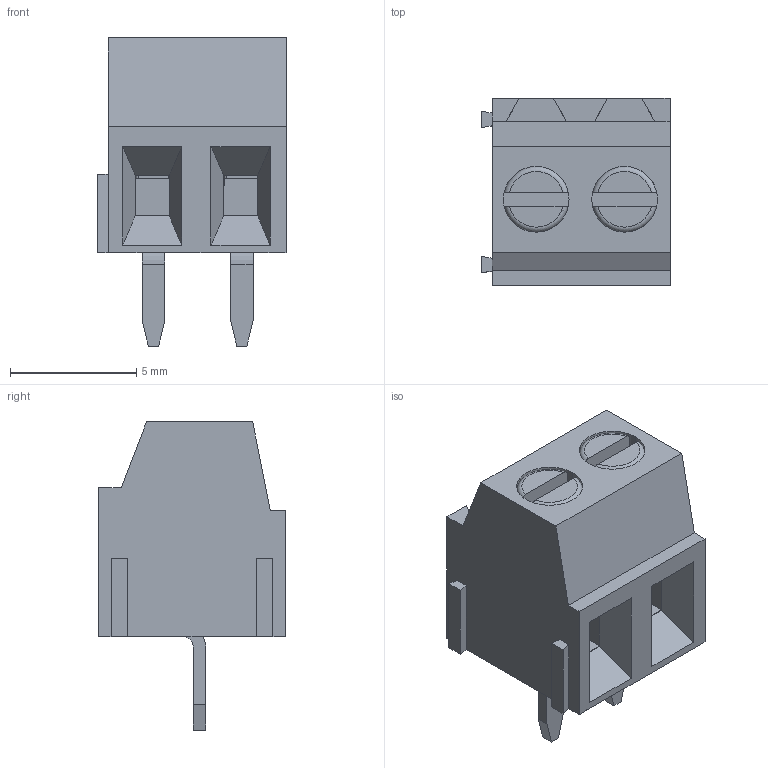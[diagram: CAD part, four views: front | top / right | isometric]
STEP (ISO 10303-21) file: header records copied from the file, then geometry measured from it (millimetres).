
FILE_DESCRIPTION(('STEP AP242'),'1');
FILE_NAME('691214110002.stp','2022-04-07T15:28:57',('TraceParts'),('TraceParts S.A.'),'Spatial InterOp 3D',' ',' ');
FILE_SCHEMA(('AP242_MANAGED_MODEL_BASED_3D_ENGINEERING_MIM_LF {1 0 10303 442 1 1 4}'));
Length unit declared in the file: millimetre
Products named in the file (1): 691214110002_1
Bounding box: 7.45 x 7.4 x 12.2 mm (x, y, z)
Volume: 271.3 mm3; surface area: 943.9 mm2
Topology: 7 solids, 7 shells, 222 faces, 598 edges, 388 vertices
Faces by surface type: plane 158, cylinder 44, cone 12, torus 8
Entity records: 8766 total; most frequent: CARTESIAN_POINT 1255, ORIENTED_EDGE 1196, DIRECTION 1168, EDGE_CURVE 598, LINE 470, VECTOR 470, VERTEX_POINT 388, AXIS2_PLACEMENT_3D 349
